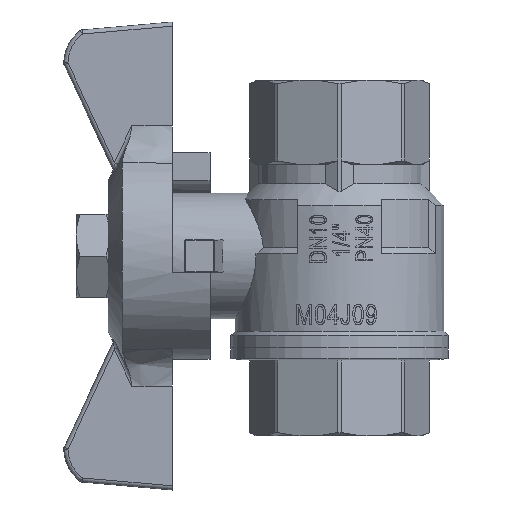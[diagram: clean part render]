
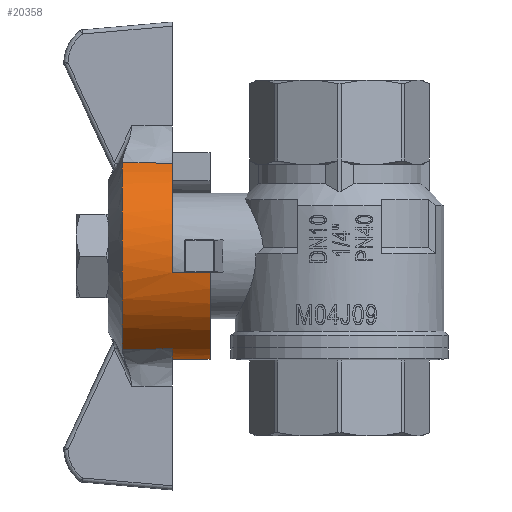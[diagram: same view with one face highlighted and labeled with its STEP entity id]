
A CAD part, left-side view. The second image highlights one B-rep face of the part: STEP entity #20358.
In plain terms, the highlighted cylindrical face has radius 12.5 mm (diameter 25 mm), a partial arc.
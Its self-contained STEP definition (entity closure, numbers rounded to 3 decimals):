
#325=ELLIPSE('',#29004,1137.569,12.5);
#326=ELLIPSE('',#29006,1137.569,12.5);
#1695=CYLINDRICAL_SURFACE('',#29002,12.5);
#1816=LINE('',#39203,#3134);
#1817=LINE('',#39204,#3135);
#3134=VECTOR('',#31984,1000.);
#3135=VECTOR('',#31985,1000.);
#4461=ORIENTED_EDGE('',*,*,#10953,.F.);
#4462=ORIENTED_EDGE('',*,*,#10954,.T.);
#4463=ORIENTED_EDGE('',*,*,#10955,.T.);
#4464=ORIENTED_EDGE('',*,*,#10956,.T.);
#4465=ORIENTED_EDGE('',*,*,#10957,.F.);
#4466=ORIENTED_EDGE('',*,*,#10958,.T.);
#4467=ORIENTED_EDGE('',*,*,#10948,.F.);
#4468=ORIENTED_EDGE('',*,*,#10959,.F.);
#10948=EDGE_CURVE('',#14194,#14191,#16359,.T.);
#10953=EDGE_CURVE('',#14199,#14200,#16362,.T.);
#10954=EDGE_CURVE('',#14199,#14201,#325,.F.);
#10955=EDGE_CURVE('',#14201,#14202,#16363,.T.);
#10956=EDGE_CURVE('',#14202,#14203,#326,.F.);
#10957=EDGE_CURVE('',#14204,#14203,#16364,.F.);
#10958=EDGE_CURVE('',#14204,#14191,#1816,.T.);
#10959=EDGE_CURVE('',#14200,#14194,#1817,.T.);
#14191=VERTEX_POINT('',#39175);
#14194=VERTEX_POINT('',#39180);
#14199=VERTEX_POINT('',#39193);
#14200=VERTEX_POINT('',#39194);
#14201=VERTEX_POINT('',#39196);
#14202=VERTEX_POINT('',#39198);
#14203=VERTEX_POINT('',#39200);
#14204=VERTEX_POINT('',#39202);
#16359=CIRCLE('',#28998,12.5);
#16362=CIRCLE('',#29003,12.5);
#16363=CIRCLE('',#29005,12.5);
#16364=CIRCLE('',#29007,12.5);
#16753=EDGE_LOOP('',(#4461,#4462,#4463,#4464,#4465,#4466,#4467,#4468));
#18066=FACE_BOUND('',#16753,.T.);
#20358=ADVANCED_FACE('',(#18066),#1695,.T.);
#28998=AXIS2_PLACEMENT_3D('',#39181,#31962,#31963);
#29002=AXIS2_PLACEMENT_3D('',#39191,#31972,#31973);
#29003=AXIS2_PLACEMENT_3D('',#39192,#31974,#31975);
#29004=AXIS2_PLACEMENT_3D('',#39195,#31976,#31977);
#29005=AXIS2_PLACEMENT_3D('',#39197,#31978,#31979);
#29006=AXIS2_PLACEMENT_3D('',#39199,#31980,#31981);
#29007=AXIS2_PLACEMENT_3D('',#39201,#31982,#31983);
#31962=DIRECTION('',(0.,0.,-1.));
#31963=DIRECTION('',(-1.,0.,0.));
#31972=DIRECTION('',(0.,0.,-1.));
#31973=DIRECTION('',(-1.,0.,0.));
#31974=DIRECTION('',(0.,0.,-1.));
#31975=DIRECTION('',(-1.,0.,0.));
#31976=DIRECTION('',(0.,1.,-0.011));
#31977=DIRECTION('',(0.,-0.011,-1.));
#31978=DIRECTION('',(0.,0.,-1.));
#31979=DIRECTION('',(-1.,0.,0.));
#31980=DIRECTION('',(0.,1.,-0.011));
#31981=DIRECTION('',(0.,-0.011,-1.));
#31982=DIRECTION('',(0.,0.,-1.));
#31983=DIRECTION('',(-1.,0.,0.));
#31984=DIRECTION('',(0.,0.,-1.));
#31985=DIRECTION('',(0.,0.,-1.));
#39175=CARTESIAN_POINT('',(-12.339,-2.,0.));
#39180=CARTESIAN_POINT('',(-2.,-12.339,0.));
#39181=CARTESIAN_POINT('',(0.,0.,0.));
#39191=CARTESIAN_POINT('',(0.,0.,54.));
#39192=CARTESIAN_POINT('',(0.,0.,4.5));
#39193=CARTESIAN_POINT('',(11.117,-5.715,4.5));
#39194=CARTESIAN_POINT('',(-2.,-12.339,4.5));
#39195=CARTESIAN_POINT('',(0.,0.,524.538));
#39196=CARTESIAN_POINT('',(11.151,-5.649,10.5));
#39197=CARTESIAN_POINT('',(0.,0.,10.5));
#39198=CARTESIAN_POINT('',(-11.151,-5.649,10.5));
#39199=CARTESIAN_POINT('',(0.,0.,524.538));
#39200=CARTESIAN_POINT('',(-11.117,-5.715,4.5));
#39201=CARTESIAN_POINT('',(0.,0.,4.5));
#39202=CARTESIAN_POINT('',(-12.339,-2.,4.5));
#39203=CARTESIAN_POINT('',(-12.339,-2.,4.5));
#39204=CARTESIAN_POINT('',(-2.,-12.339,4.5));
